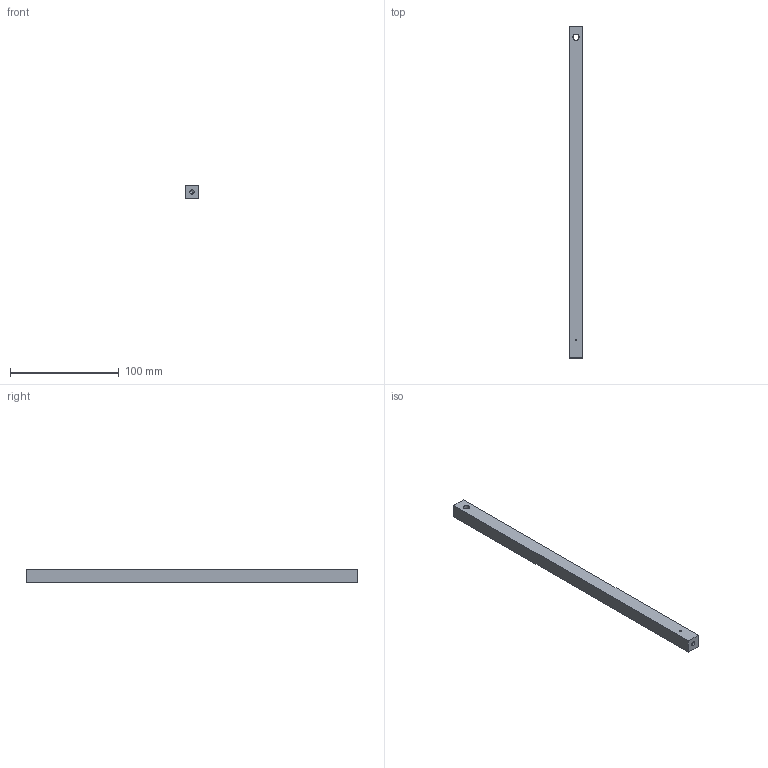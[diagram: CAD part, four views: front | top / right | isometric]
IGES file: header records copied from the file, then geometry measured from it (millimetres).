
Start section: SolidWorks IGES file using analytic representation for surfaces
Global section: file name: D1002998_aLIGO_MC_Tube_Baffle_Aperture_Side_Brace_WAMCB1.IGS; native system: SolidWorks 2010; preprocessor: SolidWorks 2010; author: tnguyen; date: 110801.141702; units: inch
Bounding box: 12.7 x 304.8 x 12.7 mm (x, y, z)
Surface area: 16260.6 mm2 (no closed solid volume)
Topology: 0 solids, 0 shells, 16 faces, 280 edges, 278 vertices
Faces by surface type: revolution 10, bspline 6
